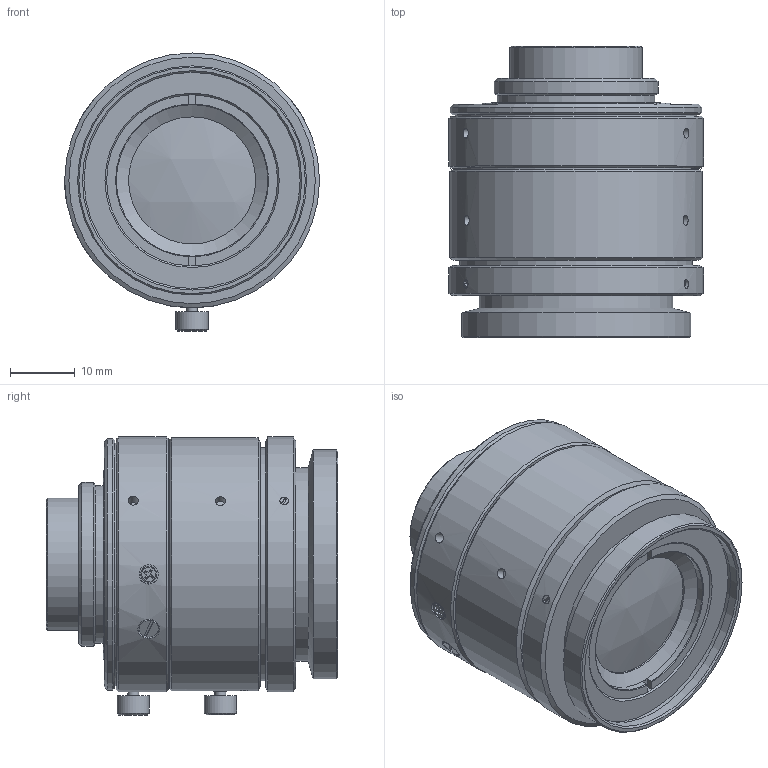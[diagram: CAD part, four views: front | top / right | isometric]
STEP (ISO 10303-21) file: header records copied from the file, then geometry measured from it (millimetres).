
FILE_DESCRIPTION(/* description */ ('Unknown'),/* implementation_level */ '2;1');
FILE_NAME(/* name */ 'V1628-MPY2_210217',/* time_stamp */ '2021-02-17T15:50:36+09:00',/* author */ ('Unknown'),/* organization */ ('Unknown'),/* preprocessor_version */ 'ST-DEVELOPER v16.7',/* originating_system */ 'DEX',/* authorisation */ $);
FILE_SCHEMA (('AUTOMOTIVE_DESIGN {1 0 10303 214 3 1 1}'));
Length unit declared in the file: millimetre
Products named in the file (1): Reference 3D-drawing of V1628-MPY2_16mm
Bounding box: 39.53 x 45.15 x 43.1 mm (x, y, z)
Volume: 41842 mm3; surface area: 9343.3 mm2
Topology: 1 solids, 5 shells, 276 faces, 677 edges, 451 vertices
Faces by surface type: plane 164, cylinder 68, cone 40, sphere 2, torus 2
Full cylindrical faces by diameter (mm): 1.321 x6, 1.5 x1, 1.567 x5, 1.7 x6, 1.8 x3, 2 x1, 2.5 x2, 2.8 x1, 3 x5, 3.4 x1, 3.5 x3, 4.999 x2, 15.5 x1, 19.7 x1, 20.5 x1, 23.5 x1, 24.4 x1, 25.4 x1, 30 x1, 33.5 x1, 34 x1, 35.5 x1, 36.1 x1, 37.6 x2, 39 x1, 39.2 x1, 39.5 x2
Entity records: 9590 total; most frequent: CARTESIAN_POINT 1601, DIRECTION 1222, ORIENTED_EDGE 1114, EDGE_CURVE 557, AXIS2_PLACEMENT_3D 432, VERTEX_POINT 417, EDGE_LOOP 410, FACE_BOUND 410
